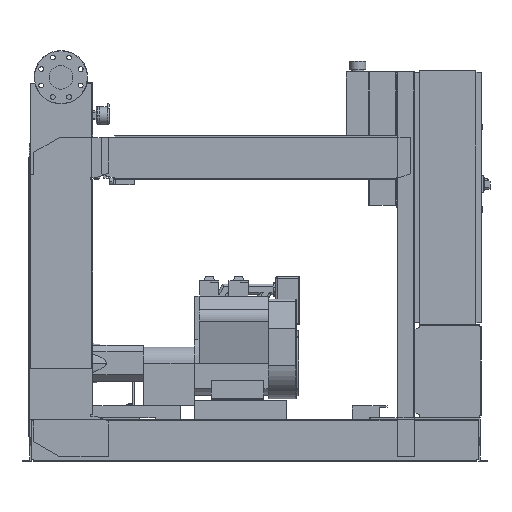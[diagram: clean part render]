
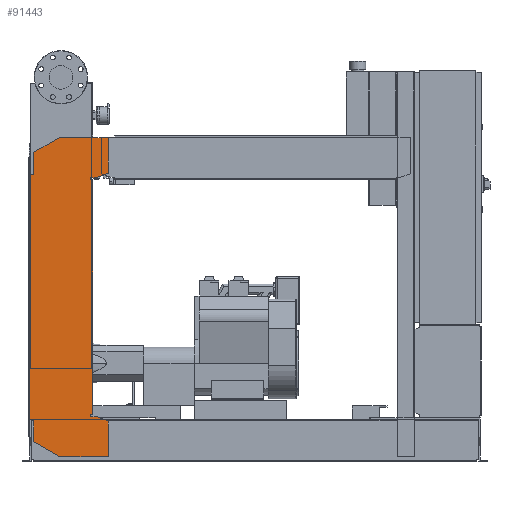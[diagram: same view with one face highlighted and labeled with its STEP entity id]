
A CAD part, front view. The second image highlights one B-rep face of the part: STEP entity #91443.
In plain terms, the highlighted free-form (B-spline) face has degree [1, 1] with [2, 2] control points.
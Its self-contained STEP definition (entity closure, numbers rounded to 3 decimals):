
#90928=CARTESIAN_POINT('',(-102.0,-463.5,1076.0));
#90929=VERTEX_POINT('',#90928);
#90936=CARTESIAN_POINT('',(-102.0,-463.5,1158.574));
#90937=VERTEX_POINT('',#90936);
#90938=CARTESIAN_POINT('',(-102.0,-463.5,1076.0));
#90939=DIRECTION('',(0.0,0.0,1.0));
#90940=VECTOR('',#90939,82.574);
#90941=LINE('',#90938,#90940);
#90942=EDGE_CURVE('',#90929,#90937,#90941,.T.);
#90960=CARTESIAN_POINT('',(-6.,-463.5,1214.0));
#90961=VERTEX_POINT('',#90960);
#90962=CARTESIAN_POINT('',(-102.0,-463.5,1158.574));
#90963=DIRECTION('',(0.866,0.0,0.5));
#90964=VECTOR('',#90963,110.851);
#90965=LINE('',#90962,#90964);
#90966=EDGE_CURVE('',#90937,#90961,#90965,.T.);
#90984=CARTESIAN_POINT('',(177.0,-463.5,1214.0));
#90985=VERTEX_POINT('',#90984);
#90986=CARTESIAN_POINT('',(-6.,-463.5,1214.0));
#90987=DIRECTION('',(1.0,0.0,0.0));
#90988=VECTOR('',#90987,183.0);
#90989=LINE('',#90986,#90988);
#90990=EDGE_CURVE('',#90961,#90985,#90989,.T.);
#91008=CARTESIAN_POINT('',(177.0,-463.5,1080.379));
#91009=VERTEX_POINT('',#91008);
#91010=CARTESIAN_POINT('',(177.0,-463.5,1214.0));
#91011=DIRECTION('',(0.0,0.0,-1.0));
#91012=VECTOR('',#91011,133.621);
#91013=LINE('',#91010,#91012);
#91014=EDGE_CURVE('',#90985,#91009,#91013,.T.);
#91032=CARTESIAN_POINT('',(132.,-463.5,1064.0));
#91033=VERTEX_POINT('',#91032);
#91034=CARTESIAN_POINT('',(177.0,-463.5,1080.379));
#91035=DIRECTION('',(-0.94,0.0,-0.342));
#91036=VECTOR('',#91035,47.888);
#91037=LINE('',#91034,#91036);
#91038=EDGE_CURVE('',#91009,#91033,#91037,.T.);
#91056=CARTESIAN_POINT('',(112.0,-463.5,1064.0));
#91057=VERTEX_POINT('',#91056);
#91058=CARTESIAN_POINT('',(132.,-463.5,1064.0));
#91059=DIRECTION('',(-1.0,0.0,0.0));
#91060=VECTOR('',#91059,20.);
#91061=LINE('',#91058,#91060);
#91062=EDGE_CURVE('',#91033,#91057,#91061,.T.);
#91080=CARTESIAN_POINT('',(112.0,-463.5,1056.0));
#91081=VERTEX_POINT('',#91080);
#91082=CARTESIAN_POINT('',(112.0,-463.5,1064.0));
#91083=DIRECTION('',(0.0,0.0,-1.0));
#91084=VECTOR('',#91083,8.0);
#91085=LINE('',#91082,#91084);
#91086=EDGE_CURVE('',#91057,#91081,#91085,.T.);
#91104=CARTESIAN_POINT('',(120.,-463.5,1056.0));
#91105=VERTEX_POINT('',#91104);
#91106=CARTESIAN_POINT('',(112.0,-463.5,1056.0));
#91107=DIRECTION('',(1.0,0.0,0.0));
#91108=VECTOR('',#91107,8.);
#91109=LINE('',#91106,#91108);
#91110=EDGE_CURVE('',#91081,#91105,#91109,.T.);
#91128=CARTESIAN_POINT('',(120.,-463.5,176.));
#91129=VERTEX_POINT('',#91128);
#91140=CARTESIAN_POINT('',(120.,-463.5,1056.0));
#91141=DIRECTION('',(0.0,0.0,-1.0));
#91142=VECTOR('',#91141,880.);
#91143=LINE('',#91140,#91142);
#91144=EDGE_CURVE('',#91105,#91129,#91143,.T.);
#91158=CARTESIAN_POINT('',(112.,-463.5,176.));
#91159=VERTEX_POINT('',#91158);
#91160=CARTESIAN_POINT('',(120.,-463.5,176.));
#91161=DIRECTION('',(-1.0,0.0,0.0));
#91162=VECTOR('',#91161,8.);
#91163=LINE('',#91160,#91162);
#91164=EDGE_CURVE('',#91129,#91159,#91163,.T.);
#91182=CARTESIAN_POINT('',(112.,-463.5,168.));
#91183=VERTEX_POINT('',#91182);
#91184=CARTESIAN_POINT('',(112.,-463.5,176.));
#91185=DIRECTION('',(0.0,0.0,-1.0));
#91186=VECTOR('',#91185,8.0);
#91187=LINE('',#91184,#91186);
#91188=EDGE_CURVE('',#91159,#91183,#91187,.T.);
#91206=CARTESIAN_POINT('',(132.,-463.5,168.));
#91207=VERTEX_POINT('',#91206);
#91208=CARTESIAN_POINT('',(112.,-463.5,168.));
#91209=DIRECTION('',(1.0,0.0,0.0));
#91210=VECTOR('',#91209,20.0);
#91211=LINE('',#91208,#91210);
#91212=EDGE_CURVE('',#91183,#91207,#91211,.T.);
#91230=CARTESIAN_POINT('',(177.,-463.5,151.621));
#91231=VERTEX_POINT('',#91230);
#91232=CARTESIAN_POINT('',(132.,-463.5,168.));
#91233=DIRECTION('',(0.94,0.0,-0.342));
#91234=VECTOR('',#91233,47.888);
#91235=LINE('',#91232,#91234);
#91236=EDGE_CURVE('',#91207,#91231,#91235,.T.);
#91254=CARTESIAN_POINT('',(177.,-463.5,18.0));
#91255=VERTEX_POINT('',#91254);
#91256=CARTESIAN_POINT('',(177.,-463.5,151.621));
#91257=DIRECTION('',(0.0,0.0,-1.0));
#91258=VECTOR('',#91257,133.621);
#91259=LINE('',#91256,#91258);
#91260=EDGE_CURVE('',#91231,#91255,#91259,.T.);
#91278=CARTESIAN_POINT('',(-4.,-463.5,18.0));
#91279=VERTEX_POINT('',#91278);
#91280=CARTESIAN_POINT('',(177.,-463.5,18.0));
#91281=DIRECTION('',(-1.0,0.0,0.0));
#91282=VECTOR('',#91281,181.);
#91283=LINE('',#91280,#91282);
#91284=EDGE_CURVE('',#91255,#91279,#91283,.T.);
#91302=CARTESIAN_POINT('',(-102.,-463.5,74.58));
#91303=VERTEX_POINT('',#91302);
#91304=CARTESIAN_POINT('',(-4.,-463.5,18.0));
#91305=DIRECTION('',(-0.866,0.,0.5));
#91306=VECTOR('',#91305,113.161);
#91307=LINE('',#91304,#91306);
#91308=EDGE_CURVE('',#91279,#91303,#91307,.T.);
#91326=CARTESIAN_POINT('',(-102.,-463.5,156.0));
#91327=VERTEX_POINT('',#91326);
#91328=CARTESIAN_POINT('',(-102.,-463.5,74.58));
#91329=DIRECTION('',(0.0,0.0,1.0));
#91330=VECTOR('',#91329,81.42);
#91331=LINE('',#91328,#91330);
#91332=EDGE_CURVE('',#91303,#91327,#91331,.T.);
#91350=CARTESIAN_POINT('',(-122.,-463.5,156.0));
#91351=VERTEX_POINT('',#91350);
#91352=CARTESIAN_POINT('',(-102.,-463.5,156.0));
#91353=DIRECTION('',(-1.0,0.0,0.0));
#91354=VECTOR('',#91353,20.0);
#91355=LINE('',#91352,#91354);
#91356=EDGE_CURVE('',#91327,#91351,#91355,.T.);
#91374=CARTESIAN_POINT('',(-122.0,-463.5,1076.0));
#91375=VERTEX_POINT('',#91374);
#91388=CARTESIAN_POINT('',(-122.,-463.5,156.0));
#91389=DIRECTION('',(0.0,0.0,1.0));
#91390=VECTOR('',#91389,920.0);
#91391=LINE('',#91388,#91390);
#91392=EDGE_CURVE('',#91351,#91375,#91391,.T.);
#91406=CARTESIAN_POINT('',(-122.0,-463.5,1076.0));
#91407=DIRECTION('',(1.0,0.0,0.0));
#91408=VECTOR('',#91407,20.0);
#91409=LINE('',#91406,#91408);
#91410=EDGE_CURVE('',#91375,#90929,#91409,.T.);
#91416=CARTESIAN_POINT('',(-122.,-463.5,18.0));
#91417=CARTESIAN_POINT('',(177.0,-463.5,18.0));
#91418=CARTESIAN_POINT('',(-122.,-463.5,1214.0));
#91419=CARTESIAN_POINT('',(177.0,-463.5,1214.0));
#91420=B_SPLINE_SURFACE_WITH_KNOTS('',1,1,((#91416,#91418),(#91417,#91419)),.UNSPECIFIED.,.F.,.F.,.U.,(2,2),(2,2),(0.0,299.),(0.0,1196.0),.UNSPECIFIED.);
#91421=ORIENTED_EDGE('',*,*,#91410,.F.);
#91422=ORIENTED_EDGE('',*,*,#91392,.F.);
#91423=ORIENTED_EDGE('',*,*,#91356,.F.);
#91424=ORIENTED_EDGE('',*,*,#91332,.F.);
#91425=ORIENTED_EDGE('',*,*,#91308,.F.);
#91426=ORIENTED_EDGE('',*,*,#91284,.F.);
#91427=ORIENTED_EDGE('',*,*,#91260,.F.);
#91428=ORIENTED_EDGE('',*,*,#91236,.F.);
#91429=ORIENTED_EDGE('',*,*,#91212,.F.);
#91430=ORIENTED_EDGE('',*,*,#91188,.F.);
#91431=ORIENTED_EDGE('',*,*,#91164,.F.);
#91432=ORIENTED_EDGE('',*,*,#91144,.F.);
#91433=ORIENTED_EDGE('',*,*,#91110,.F.);
#91434=ORIENTED_EDGE('',*,*,#91086,.F.);
#91435=ORIENTED_EDGE('',*,*,#91062,.F.);
#91436=ORIENTED_EDGE('',*,*,#91038,.F.);
#91437=ORIENTED_EDGE('',*,*,#91014,.F.);
#91438=ORIENTED_EDGE('',*,*,#90990,.F.);
#91439=ORIENTED_EDGE('',*,*,#90966,.F.);
#91440=ORIENTED_EDGE('',*,*,#90942,.F.);
#91441=EDGE_LOOP('',(#91421,#91422,#91423,#91424,#91425,#91426,#91427,#91428,#91429,#91430,#91431,#91432,#91433,#91434,#91435,#91436,#91437,#91438,#91439,#91440));
#91442=FACE_OUTER_BOUND('',#91441,.T.);
#91443=ADVANCED_FACE('',(#91442),#91420,.T.);
